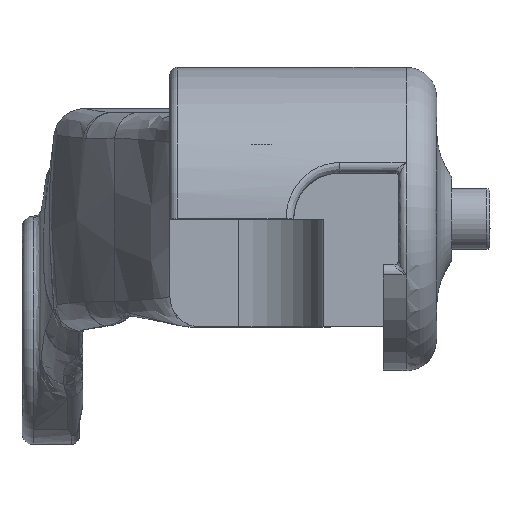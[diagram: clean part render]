
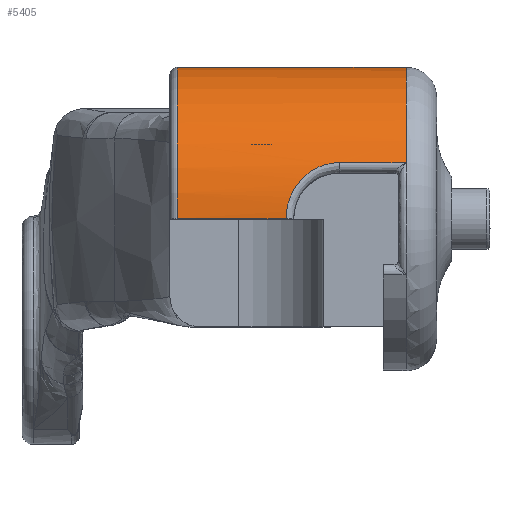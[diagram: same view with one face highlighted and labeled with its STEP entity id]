
A CAD part, top view. The second image highlights one B-rep face of the part: STEP entity #5405.
In plain terms, the highlighted cylindrical face has radius 19.916 mm (diameter 39.832 mm), a partial arc.
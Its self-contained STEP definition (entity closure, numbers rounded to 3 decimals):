
#487=FACE_OUTER_BOUND('',#799,.T.);
#799=EDGE_LOOP('',(#4664,#4665,#4666,#4667,#4668,#4669,#4670));
#1040=CIRCLE('',#5779,19.916);
#1069=CIRCLE('',#5835,19.916);
#1489=B_SPLINE_CURVE_WITH_KNOTS('',3,(#26484,#26485,#26486,#26487,#26488,
#26489),.UNSPECIFIED.,.F.,.F.,(4,1,1,4),(-4.438,-4.121,
-3.804,-3.329),.UNSPECIFIED.);
#1506=B_SPLINE_CURVE_WITH_KNOTS('',3,(#28380,#28381,#28382,#28383,#28384),
 .UNSPECIFIED.,.F.,.F.,(4,1,4),(0.,0.194,0.34),
 .UNSPECIFIED.);
#1675=LINE('',#26388,#1878);
#1705=LINE('',#28379,#1908);
#1706=LINE('',#28385,#1909);
#1878=VECTOR('',#6693,10.);
#1908=VECTOR('',#6817,10.);
#1909=VECTOR('',#6818,10.);
#2391=VERTEX_POINT('',#26323);
#2392=VERTEX_POINT('',#26332);
#2407=VERTEX_POINT('',#26387);
#2409=VERTEX_POINT('',#26477);
#2447=VERTEX_POINT('',#28366);
#2448=VERTEX_POINT('',#28374);
#2449=VERTEX_POINT('',#28378);
#3153=EDGE_CURVE('',#2391,#2392,#1040,.T.);
#3171=EDGE_CURVE('',#2392,#2407,#1675,.T.);
#3176=EDGE_CURVE('',#2407,#2409,#1489,.T.);
#3243=EDGE_CURVE('',#2448,#2447,#1069,.T.);
#3244=EDGE_CURVE('',#2449,#2391,#1705,.T.);
#3245=EDGE_CURVE('',#2447,#2449,#1506,.T.);
#3246=EDGE_CURVE('',#2448,#2409,#1706,.T.);
#4664=ORIENTED_EDGE('',*,*,#3244,.F.);
#4665=ORIENTED_EDGE('',*,*,#3245,.F.);
#4666=ORIENTED_EDGE('',*,*,#3243,.F.);
#4667=ORIENTED_EDGE('',*,*,#3246,.T.);
#4668=ORIENTED_EDGE('',*,*,#3176,.F.);
#4669=ORIENTED_EDGE('',*,*,#3171,.F.);
#4670=ORIENTED_EDGE('',*,*,#3153,.F.);
#5158=CYLINDRICAL_SURFACE('',#5836,19.916);
#5405=ADVANCED_FACE('',(#487),#5158,.T.);
#5779=AXIS2_PLACEMENT_3D('',#26333,#6663,#6664);
#5835=AXIS2_PLACEMENT_3D('',#28376,#6813,#6814);
#5836=AXIS2_PLACEMENT_3D('',#28377,#6815,#6816);
#6663=DIRECTION('center_axis',(1.,0.,0.));
#6664=DIRECTION('ref_axis',(0.,0.,
1.));
#6693=DIRECTION('',(-1.,0.,0.));
#6813=DIRECTION('center_axis',(-1.,0.,0.));
#6814=DIRECTION('ref_axis',(0.,0.965,0.262));
#6815=DIRECTION('center_axis',(1.,0.,0.));
#6816=DIRECTION('ref_axis',(0.,1.,0.));
#6817=DIRECTION('',(1.,0.,0.));
#6818=DIRECTION('',(1.,0.,0.));
#26323=CARTESIAN_POINT('',(49.4,14.362,-13.798));
#26332=CARTESIAN_POINT('',(49.4,7.37,18.502));
#26333=CARTESIAN_POINT('Origin',(49.4,0.,0.));
#26387=CARTESIAN_POINT('',(40.65,7.37,18.502));
#26388=CARTESIAN_POINT('',(18.4,7.37,18.502));
#26477=CARTESIAN_POINT('',(33.65,0.,19.916));
#26484=CARTESIAN_POINT('Ctrl Pts',(40.65,7.37,18.502));
#26485=CARTESIAN_POINT('Ctrl Pts',(39.593,7.37,18.502));
#26486=CARTESIAN_POINT('Ctrl Pts',(37.49,6.848,18.717));
#26487=CARTESIAN_POINT('Ctrl Pts',(34.587,4.413,19.519));
#26488=CARTESIAN_POINT('Ctrl Pts',(33.65,1.669,19.916));
#26489=CARTESIAN_POINT('Ctrl Pts',(33.65,0.,19.916));
#28366=CARTESIAN_POINT('',(19.4,13.409,-14.725));
#28374=CARTESIAN_POINT('',(19.4,0.,19.916));
#28376=CARTESIAN_POINT('Origin',(19.4,0.,0.));
#28377=CARTESIAN_POINT('Origin',(18.4,0.,0.));
#28378=CARTESIAN_POINT('',(22.4,14.362,-13.798));
#28379=CARTESIAN_POINT('',(18.4,14.362,-13.798));
#28380=CARTESIAN_POINT('Ctrl Pts',(19.4,13.409,-14.725));
#28381=CARTESIAN_POINT('Ctrl Pts',(19.854,13.734,-14.43));
#28382=CARTESIAN_POINT('Ctrl Pts',(20.786,14.198,-13.971));
#28383=CARTESIAN_POINT('Ctrl Pts',(21.915,14.362,-13.798));
#28384=CARTESIAN_POINT('Ctrl Pts',(22.4,14.362,-13.798));
#28385=CARTESIAN_POINT('',(18.4,0.,19.916));
